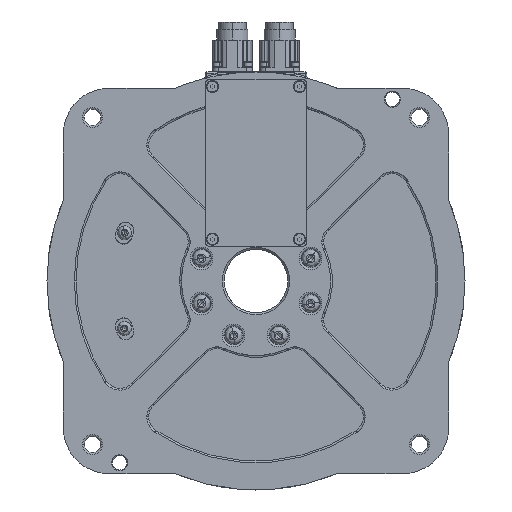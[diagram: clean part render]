
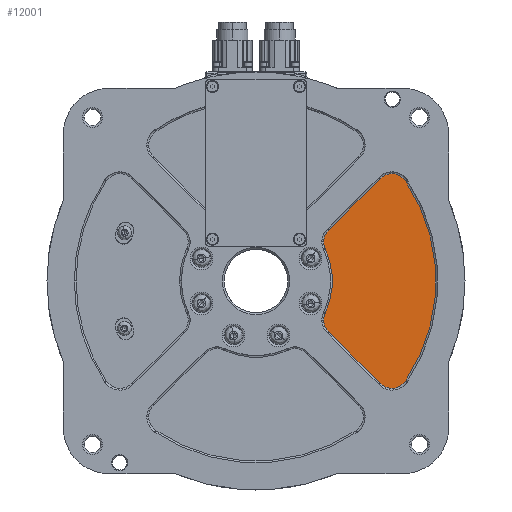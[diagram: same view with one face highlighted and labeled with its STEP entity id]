
A CAD part, front view. The second image highlights one B-rep face of the part: STEP entity #12001.
In plain terms, the highlighted planar face has unit normal (0, -1, 0).
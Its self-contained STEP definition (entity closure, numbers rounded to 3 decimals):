
#109 = ORIENTED_EDGE ( 'NONE', *, *, #35393, .T. ) ;
#754 = CARTESIAN_POINT ( 'NONE',  ( 0., 1., 0. ) ) ;
#1502 = CARTESIAN_POINT ( 'NONE',  ( 37.247, 1., -21.499 ) ) ;
#2012 = DIRECTION ( 'NONE',  ( 0., -1., 0. ) ) ;
#2106 = EDGE_CURVE ( 'NONE', #10889, #16819, #19588, .T. ) ;
#2135 = VERTEX_POINT ( 'NONE', #33930 ) ;
#2216 = ORIENTED_EDGE ( 'NONE', *, *, #9701, .T. ) ;
#2324 = VECTOR ( 'NONE', #4614, 1000. ) ;
#2456 = DIRECTION ( 'NONE',  ( -1., 0., 0. ) ) ;
#3054 = VERTEX_POINT ( 'NONE', #9906 ) ;
#3538 = DIRECTION ( 'NONE',  ( -1., 0., 0. ) ) ;
#3739 = CARTESIAN_POINT ( 'NONE',  ( 0., 1., 0. ) ) ;
#4283 = VERTEX_POINT ( 'NONE', #6178 ) ;
#4365 = LINE ( 'NONE', #6316, #18229 ) ;
#4614 = DIRECTION ( 'NONE',  ( 0.707, 0., -0.707 ) ) ;
#4737 = CIRCLE ( 'NONE', #22300, 9. ) ;
#5936 = ORIENTED_EDGE ( 'NONE', *, *, #12415, .T. ) ;
#6178 = CARTESIAN_POINT ( 'NONE',  ( 38.086, 1., -17.705 ) ) ;
#6316 = CARTESIAN_POINT ( 'NONE',  ( 39.883, 1., 27.863 ) ) ;
#6553 = DIRECTION ( 'NONE',  ( -1., 0., 0. ) ) ;
#6863 = FACE_OUTER_BOUND ( 'NONE', #19022, .T. ) ;
#7104 = CIRCLE ( 'NONE', #28083, 42. ) ;
#7653 = AXIS2_PLACEMENT_3D ( 'NONE', #28812, #12188, #31582 ) ;
#8502 = ORIENTED_EDGE ( 'NONE', *, *, #26280, .T. ) ;
#8680 = VERTEX_POINT ( 'NONE', #18440 ) ;
#8976 = CARTESIAN_POINT ( 'NONE',  ( 39.883, 1., 27.863 ) ) ;
#9701 = EDGE_CURVE ( 'NONE', #20077, #27004, #4365, .T. ) ;
#9717 = LINE ( 'NONE', #35039, #2324 ) ;
#9906 = CARTESIAN_POINT ( 'NONE',  ( 38.086, 1., 17.705 ) ) ;
#10058 = CARTESIAN_POINT ( 'NONE',  ( 39.883, 1., -27.863 ) ) ;
#10620 = CIRCLE ( 'NONE', #26870, 99. ) ;
#10889 = VERTEX_POINT ( 'NONE', #1502 ) ;
#11336 = CARTESIAN_POINT ( 'NONE',  ( 74.799, 1., -50.051 ) ) ;
#12001 = ADVANCED_FACE ( 'NONE', ( #6863 ), #17580, .T. ) ;
#12188 = DIRECTION ( 'NONE',  ( 0., -1., 0. ) ) ;
#12415 = EDGE_CURVE ( 'NONE', #8680, #34301, #24207, .T. ) ;
#12555 = CARTESIAN_POINT ( 'NONE',  ( 0., 1., 0. ) ) ;
#13125 = EDGE_CURVE ( 'NONE', #16819, #8680, #9717, .T. ) ;
#13440 = ORIENTED_EDGE ( 'NONE', *, *, #13125, .T. ) ;
#14158 = DIRECTION ( 'NONE',  ( -1., 0., 0. ) ) ;
#14534 = AXIS2_PLACEMENT_3D ( 'NONE', #3739, #23187, #6553 ) ;
#14644 = DIRECTION ( 'NONE',  ( 0., -1., 0. ) ) ;
#15377 = DIRECTION ( 'NONE',  ( -1., 0., 0. ) ) ;
#15382 = CIRCLE ( 'NONE', #7653, 9. ) ;
#15406 = ORIENTED_EDGE ( 'NONE', *, *, #25303, .T. ) ;
#16819 = VERTEX_POINT ( 'NONE', #10058 ) ;
#17474 = DIRECTION ( 'NONE',  ( -0.707, 0., -0.707 ) ) ;
#17580 = PLANE ( 'NONE',  #14534 ) ;
#17900 = CIRCLE ( 'NONE', #26504, 9. ) ;
#18229 = VECTOR ( 'NONE', #17474, 1000. ) ;
#18440 = CARTESIAN_POINT ( 'NONE',  ( 68.435, 1., -56.415 ) ) ;
#18618 = CARTESIAN_POINT ( 'NONE',  ( 74.799, 1., 50.051 ) ) ;
#18689 = AXIS2_PLACEMENT_3D ( 'NONE', #11336, #30728, #14158 ) ;
#19022 = EDGE_LOOP ( 'NONE', ( #5936, #28188, #35752, #2216, #15406, #8502, #29447, #109, #32589, #13440 ) ) ;
#19089 = DIRECTION ( 'NONE',  ( 0., -1., 0. ) ) ;
#19588 = CIRCLE ( 'NONE', #30168, 9. ) ;
#20077 = VERTEX_POINT ( 'NONE', #22679 ) ;
#20180 = DIRECTION ( 'NONE',  ( 0., -1., 0. ) ) ;
#21446 = DIRECTION ( 'NONE',  ( -1., 0., 0. ) ) ;
#22300 = AXIS2_PLACEMENT_3D ( 'NONE', #31232, #14644, #34020 ) ;
#22679 = CARTESIAN_POINT ( 'NONE',  ( 68.435, 1., 56.415 ) ) ;
#22745 = CARTESIAN_POINT ( 'NONE',  ( 82.279, 1., -55.056 ) ) ;
#23187 = DIRECTION ( 'NONE',  ( 0., -1., 0. ) ) ;
#23310 = EDGE_CURVE ( 'NONE', #34301, #29223, #10620, .T. ) ;
#24207 = CIRCLE ( 'NONE', #18689, 9. ) ;
#24669 = CIRCLE ( 'NONE', #34595, 9. ) ;
#25303 = EDGE_CURVE ( 'NONE', #27004, #2135, #15382, .T. ) ;
#25325 = EDGE_CURVE ( 'NONE', #3054, #4283, #7104, .T. ) ;
#26280 = EDGE_CURVE ( 'NONE', #2135, #3054, #17900, .T. ) ;
#26504 = AXIS2_PLACEMENT_3D ( 'NONE', #35737, #19089, #2456 ) ;
#26870 = AXIS2_PLACEMENT_3D ( 'NONE', #754, #20180, #3538 ) ;
#27004 = VERTEX_POINT ( 'NONE', #8976 ) ;
#28083 = AXIS2_PLACEMENT_3D ( 'NONE', #12555, #31937, #15377 ) ;
#28188 = ORIENTED_EDGE ( 'NONE', *, *, #23310, .T. ) ;
#28812 = CARTESIAN_POINT ( 'NONE',  ( 46.247, 1., 21.499 ) ) ;
#29223 = VERTEX_POINT ( 'NONE', #29358 ) ;
#29358 = CARTESIAN_POINT ( 'NONE',  ( 82.279, 1., 55.056 ) ) ;
#29447 = ORIENTED_EDGE ( 'NONE', *, *, #25325, .T. ) ;
#30168 = AXIS2_PLACEMENT_3D ( 'NONE', #35316, #35191, #35056 ) ;
#30728 = DIRECTION ( 'NONE',  ( 0., -1., 0. ) ) ;
#31232 = CARTESIAN_POINT ( 'NONE',  ( 46.247, 1., -21.499 ) ) ;
#31582 = DIRECTION ( 'NONE',  ( -1., 0., 0. ) ) ;
#31937 = DIRECTION ( 'NONE',  ( 0., 1., 0. ) ) ;
#32589 = ORIENTED_EDGE ( 'NONE', *, *, #2106, .T. ) ;
#33930 = CARTESIAN_POINT ( 'NONE',  ( 37.247, 1., 21.499 ) ) ;
#34020 = DIRECTION ( 'NONE',  ( -1., 0., 0. ) ) ;
#34301 = VERTEX_POINT ( 'NONE', #22745 ) ;
#34595 = AXIS2_PLACEMENT_3D ( 'NONE', #18618, #2012, #21446 ) ;
#35039 = CARTESIAN_POINT ( 'NONE',  ( 68.435, 1., -56.415 ) ) ;
#35056 = DIRECTION ( 'NONE',  ( -1., 0., 0. ) ) ;
#35191 = DIRECTION ( 'NONE',  ( 0., -1., 0. ) ) ;
#35316 = CARTESIAN_POINT ( 'NONE',  ( 46.247, 1., -21.499 ) ) ;
#35393 = EDGE_CURVE ( 'NONE', #4283, #10889, #4737, .T. ) ;
#35703 = EDGE_CURVE ( 'NONE', #29223, #20077, #24669, .T. ) ;
#35737 = CARTESIAN_POINT ( 'NONE',  ( 46.247, 1., 21.499 ) ) ;
#35752 = ORIENTED_EDGE ( 'NONE', *, *, #35703, .T. ) ;
